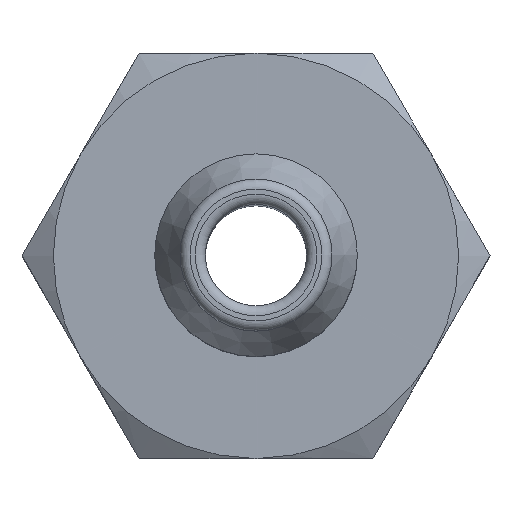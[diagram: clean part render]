
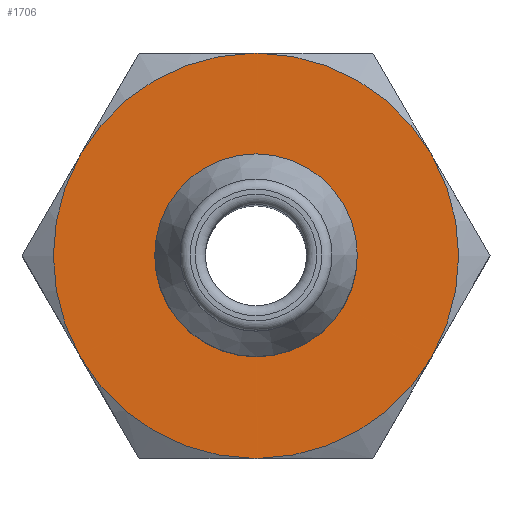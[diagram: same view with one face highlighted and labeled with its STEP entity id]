
A CAD part, top view. The second image highlights one B-rep face of the part: STEP entity #1706.
In plain terms, the highlighted face is planar.
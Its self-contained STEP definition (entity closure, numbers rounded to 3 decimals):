
#760=PLANE('',#1614);
#770=CIRCLE('',#1589,4.);
#783=CIRCLE('',#1610,4.);
#784=CIRCLE('',#1612,4.);
#785=CIRCLE('',#1615,4.);
#786=CIRCLE('',#1616,4.);
#787=CIRCLE('',#1617,4.);
#788=CIRCLE('',#1618,4.);
#789=CIRCLE('',#1619,4.);
#790=CIRCLE('',#1620,4.);
#791=CIRCLE('',#1621,4.);
#792=CIRCLE('',#1622,4.);
#793=CIRCLE('',#1623,4.);
#794=CIRCLE('',#1624,1.5);
#848=ORIENTED_EDGE('',*,*,#1058,.T.);
#849=ORIENTED_EDGE('',*,*,#1035,.T.);
#850=ORIENTED_EDGE('',*,*,#1059,.T.);
#851=ORIENTED_EDGE('',*,*,#1060,.T.);
#852=ORIENTED_EDGE('',*,*,#1061,.T.);
#853=ORIENTED_EDGE('',*,*,#1062,.T.);
#854=ORIENTED_EDGE('',*,*,#1063,.T.);
#855=ORIENTED_EDGE('',*,*,#1064,.T.);
#856=ORIENTED_EDGE('',*,*,#1065,.T.);
#857=ORIENTED_EDGE('',*,*,#1066,.T.);
#858=ORIENTED_EDGE('',*,*,#1056,.T.);
#859=ORIENTED_EDGE('',*,*,#1055,.T.);
#860=ORIENTED_EDGE('',*,*,#1067,.F.);
#982=VERTEX_POINT('',#1433);
#983=VERTEX_POINT('',#1435);
#995=VERTEX_POINT('',#1466);
#998=VERTEX_POINT('',#1472);
#999=VERTEX_POINT('',#1476);
#1000=VERTEX_POINT('',#1481);
#1001=VERTEX_POINT('',#1483);
#1002=VERTEX_POINT('',#1485);
#1003=VERTEX_POINT('',#1487);
#1004=VERTEX_POINT('',#1489);
#1005=VERTEX_POINT('',#1491);
#1006=VERTEX_POINT('',#1493);
#1007=VERTEX_POINT('',#1496);
#1035=EDGE_CURVE('',#983,#982,#770,.T.);
#1055=EDGE_CURVE('',#995,#998,#783,.T.);
#1056=EDGE_CURVE('',#999,#995,#784,.T.);
#1058=EDGE_CURVE('',#998,#983,#785,.T.);
#1059=EDGE_CURVE('',#982,#1000,#786,.T.);
#1060=EDGE_CURVE('',#1000,#1001,#787,.T.);
#1061=EDGE_CURVE('',#1001,#1002,#788,.T.);
#1062=EDGE_CURVE('',#1002,#1003,#789,.T.);
#1063=EDGE_CURVE('',#1003,#1004,#790,.T.);
#1064=EDGE_CURVE('',#1004,#1005,#791,.T.);
#1065=EDGE_CURVE('',#1005,#1006,#792,.T.);
#1066=EDGE_CURVE('',#1006,#999,#793,.T.);
#1067=EDGE_CURVE('',#1007,#1007,#794,.T.);
#1107=EDGE_LOOP('',(#848,#849,#850,#851,#852,#853,#854,#855,#856,#857,#858,
#859));
#1108=EDGE_LOOP('',(#860));
#1161=FACE_BOUND('',#1107,.T.);
#1162=FACE_BOUND('',#1108,.T.);
#1223=DIRECTION('',(0.,1.,0.));
#1224=DIRECTION('',(0.044,0.,-4.));
#1267=DIRECTION('',(0.,1.,0.));
#1268=DIRECTION('',(3.481,0.,-1.971));
#1271=DIRECTION('',(0.,1.,0.));
#1272=DIRECTION('',(3.481,0.,1.971));
#1275=DIRECTION('',(0.,1.,0.));
#1276=DIRECTION('',(1.,0.,0.));
#1277=DIRECTION('',(0.,1.,0.));
#1278=DIRECTION('',(3.455,0.,-2.015));
#1279=DIRECTION('',(0.,1.,0.));
#1280=DIRECTION('',(-0.044,0.,-4.));
#1281=DIRECTION('',(0.,1.,0.));
#1282=DIRECTION('',(-3.455,0.,-2.015));
#1283=DIRECTION('',(0.,1.,0.));
#1284=DIRECTION('',(-3.481,0.,-1.971));
#1285=DIRECTION('',(0.,1.,0.));
#1286=DIRECTION('',(-3.481,0.,1.971));
#1287=DIRECTION('',(0.,1.,0.));
#1288=DIRECTION('',(-3.455,0.,2.015));
#1289=DIRECTION('',(0.,1.,0.));
#1290=DIRECTION('',(-0.044,0.,4.));
#1291=DIRECTION('',(0.,1.,0.));
#1292=DIRECTION('',(0.044,0.,4.));
#1293=DIRECTION('',(0.,1.,0.));
#1294=DIRECTION('',(3.455,0.,2.015));
#1295=DIRECTION('',(0.,1.,0.));
#1296=DIRECTION('',(1.5,0.,0.));
#1433=CARTESIAN_POINT('',(30.022,36.646,-4.));
#1435=CARTESIAN_POINT('',(30.111,36.646,-4.));
#1436=CARTESIAN_POINT('',(30.067,36.647,0.));
#1466=CARTESIAN_POINT('',(33.547,36.646,-1.971));
#1472=CARTESIAN_POINT('',(33.522,36.646,-2.015));
#1474=CARTESIAN_POINT('',(30.067,36.647,0.));
#1476=CARTESIAN_POINT('',(33.547,36.646,1.971));
#1477=CARTESIAN_POINT('',(30.067,36.647,0.));
#1479=CARTESIAN_POINT('',(33.522,36.646,-2.015));
#1480=CARTESIAN_POINT('',(30.067,36.647,0.));
#1481=CARTESIAN_POINT('',(26.611,36.646,-2.015));
#1482=CARTESIAN_POINT('',(30.067,36.647,0.));
#1483=CARTESIAN_POINT('',(26.586,36.646,-1.971));
#1484=CARTESIAN_POINT('',(30.067,36.647,0.));
#1485=CARTESIAN_POINT('',(26.586,36.646,1.971));
#1486=CARTESIAN_POINT('',(30.067,36.647,0.));
#1487=CARTESIAN_POINT('',(26.611,36.646,2.015));
#1488=CARTESIAN_POINT('',(30.067,36.647,0.));
#1489=CARTESIAN_POINT('',(30.022,36.646,4.));
#1490=CARTESIAN_POINT('',(30.067,36.647,0.));
#1491=CARTESIAN_POINT('',(30.111,36.646,4.));
#1492=CARTESIAN_POINT('',(30.067,36.647,0.));
#1493=CARTESIAN_POINT('',(33.522,36.646,2.015));
#1494=CARTESIAN_POINT('',(30.067,36.647,0.));
#1495=CARTESIAN_POINT('',(30.067,36.647,0.));
#1496=CARTESIAN_POINT('',(31.567,36.647,0.));
#1497=CARTESIAN_POINT('',(30.067,36.647,0.));
#1589=AXIS2_PLACEMENT_3D('',#1436,#1223,#1224);
#1610=AXIS2_PLACEMENT_3D('',#1474,#1267,#1268);
#1612=AXIS2_PLACEMENT_3D('',#1477,#1271,#1272);
#1614=AXIS2_PLACEMENT_3D('',#1479,#1275,#1276);
#1615=AXIS2_PLACEMENT_3D('',#1480,#1277,#1278);
#1616=AXIS2_PLACEMENT_3D('',#1482,#1279,#1280);
#1617=AXIS2_PLACEMENT_3D('',#1484,#1281,#1282);
#1618=AXIS2_PLACEMENT_3D('',#1486,#1283,#1284);
#1619=AXIS2_PLACEMENT_3D('',#1488,#1285,#1286);
#1620=AXIS2_PLACEMENT_3D('',#1490,#1287,#1288);
#1621=AXIS2_PLACEMENT_3D('',#1492,#1289,#1290);
#1622=AXIS2_PLACEMENT_3D('',#1494,#1291,#1292);
#1623=AXIS2_PLACEMENT_3D('',#1495,#1293,#1294);
#1624=AXIS2_PLACEMENT_3D('',#1497,#1295,#1296);
#1706=ADVANCED_FACE('',(#1161,#1162),#760,.T.);
